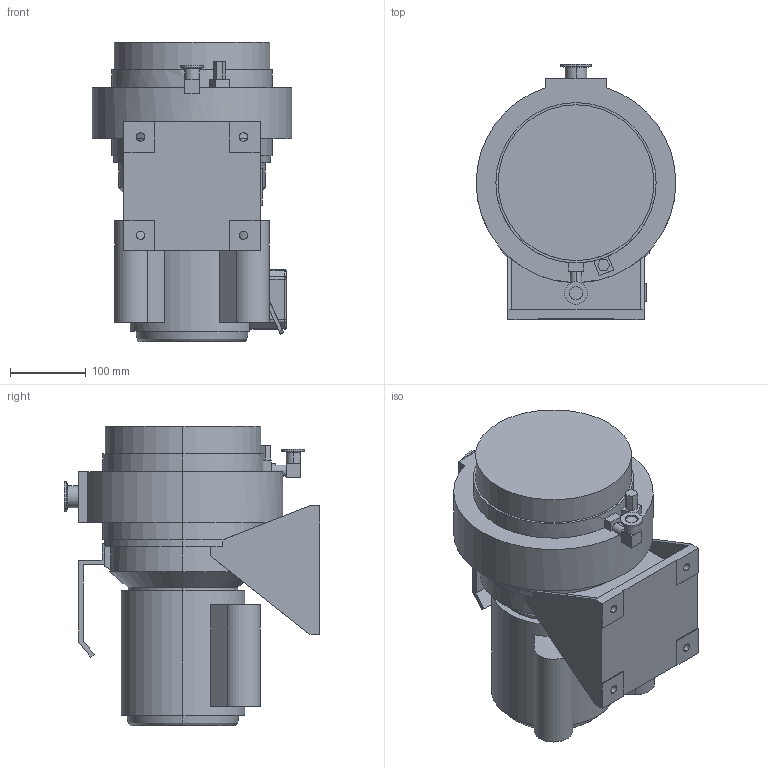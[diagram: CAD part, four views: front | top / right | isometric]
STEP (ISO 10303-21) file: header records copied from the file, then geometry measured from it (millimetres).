
FILE_DESCRIPTION (( 'STEP AP214' ), '1' );
FILE_NAME ('ISP-250E-SV.STEP', '2019-11-07T08:23:21', ( '' ), ( '' ), 'SwSTEP 2.0', 'SolidWorks 2017', '' );
FILE_SCHEMA (( 'AUTOMOTIVE_DESIGN' ));
Length unit declared in the file: millimetre
Products named in the file (4): ISP-250E_pump; ISP-250E-SV; ISP-250B_s-motor; ISP_t-box
Assembly tree (3 placements, depth 2):
  ISP-250E-SV
    ISP-250E_pump
    ISP-250B_s-motor
    ISP_t-box
Bounding box: 264 x 338 x 396.5 mm (x, y, z)
Volume: 14445449 mm3; surface area: 619355.2 mm2
Topology: 3 solids, 3 shells, 212 faces, 681 edges, 490 vertices
Faces by surface type: plane 124, cylinder 72, bspline 10, cone 6
Entity records: 8012 total; most frequent: CARTESIAN_POINT 2151, ORIENTED_EDGE 1362, DIRECTION 1055, EDGE_CURVE 681, VERTEX_POINT 490, VECTOR 355, LINE 355, AXIS2_PLACEMENT_3D 350
